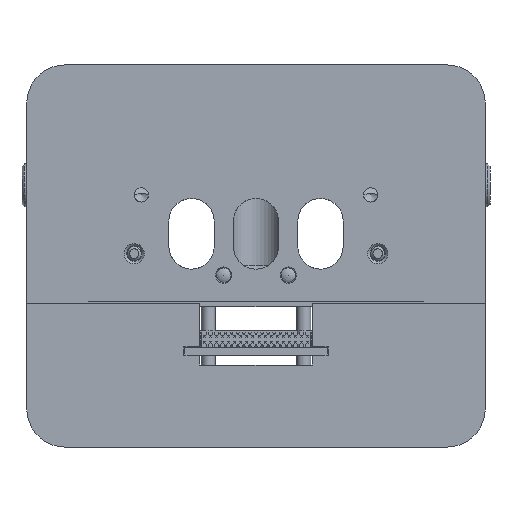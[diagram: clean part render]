
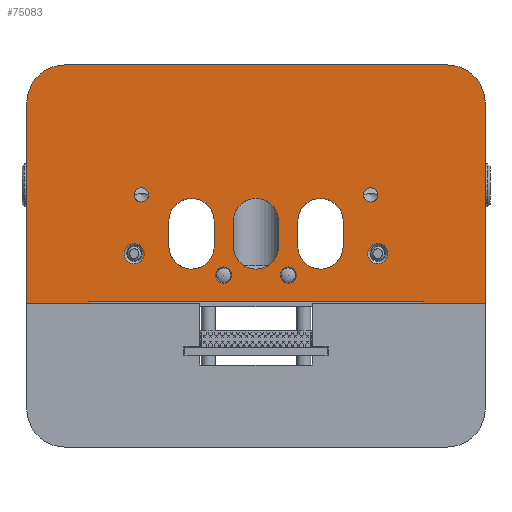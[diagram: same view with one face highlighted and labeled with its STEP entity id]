
A CAD part, front view. The second image highlights one B-rep face of the part: STEP entity #75083.
In plain terms, the highlighted planar face has unit normal (0, -1, 0).
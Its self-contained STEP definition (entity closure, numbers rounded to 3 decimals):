
#1308=CIRCLE('',#96848,1.7);
#1311=CIRCLE('',#96854,1.7);
#1334=CIRCLE('',#96906,4.75);
#1336=CIRCLE('',#96909,4.75);
#1338=CIRCLE('',#96914,4.75);
#1362=CIRCLE('',#96962,1.5);
#1364=CIRCLE('',#96966,1.5);
#1370=CIRCLE('',#96976,2.1);
#1375=CIRCLE('',#96986,2.1);
#1382=CIRCLE('',#96999,8.);
#1384=CIRCLE('',#97002,8.);
#1385=CIRCLE('',#97008,4.75);
#1389=CIRCLE('',#97014,4.75);
#1391=CIRCLE('',#97018,4.75);
#18074=ORIENTED_EDGE('',*,*,#30430,.F.);
#18075=ORIENTED_EDGE('',*,*,#30412,.T.);
#18076=ORIENTED_EDGE('',*,*,#30426,.T.);
#18077=ORIENTED_EDGE('',*,*,#30650,.F.);
#18078=ORIENTED_EDGE('',*,*,#30629,.F.);
#18079=ORIENTED_EDGE('',*,*,#30623,.F.);
#18080=ORIENTED_EDGE('',*,*,#30632,.T.);
#18081=ORIENTED_EDGE('',*,*,#30619,.F.);
#18082=ORIENTED_EDGE('',*,*,#30625,.T.);
#18083=ORIENTED_EDGE('',*,*,#30651,.F.);
#18084=ORIENTED_EDGE('',*,*,#30452,.T.);
#18085=ORIENTED_EDGE('',*,*,#30455,.T.);
#18086=ORIENTED_EDGE('',*,*,#30542,.T.);
#18087=ORIENTED_EDGE('',*,*,#30641,.T.);
#18088=ORIENTED_EDGE('',*,*,#30538,.T.);
#18089=ORIENTED_EDGE('',*,*,#30545,.T.);
#18090=ORIENTED_EDGE('',*,*,#30554,.T.);
#18091=ORIENTED_EDGE('',*,*,#30637,.T.);
#18092=ORIENTED_EDGE('',*,*,#30551,.T.);
#18093=ORIENTED_EDGE('',*,*,#30548,.T.);
#18094=ORIENTED_EDGE('',*,*,#30567,.T.);
#18095=ORIENTED_EDGE('',*,*,#30633,.T.);
#18096=ORIENTED_EDGE('',*,*,#30563,.T.);
#18097=ORIENTED_EDGE('',*,*,#30559,.T.);
#18098=ORIENTED_EDGE('',*,*,#30597,.T.);
#18099=ORIENTED_EDGE('',*,*,#30599,.T.);
#18100=ORIENTED_EDGE('',*,*,#30606,.T.);
#18101=ORIENTED_EDGE('',*,*,#30611,.T.);
#30412=EDGE_CURVE('',#38027,#38026,#46852,.T.);
#30426=EDGE_CURVE('',#38026,#38035,#46866,.T.);
#30430=EDGE_CURVE('',#38027,#38038,#46870,.T.);
#30452=EDGE_CURVE('',#38057,#38057,#1308,.T.);
#30455=EDGE_CURVE('',#38061,#38061,#1311,.T.);
#30538=EDGE_CURVE('',#38126,#38125,#46937,.T.);
#30542=EDGE_CURVE('',#38130,#38129,#46941,.T.);
#30545=EDGE_CURVE('',#38125,#38130,#1334,.T.);
#30548=EDGE_CURVE('',#38134,#38133,#1336,.T.);
#30551=EDGE_CURVE('',#38136,#38134,#46946,.T.);
#30554=EDGE_CURVE('',#38133,#38137,#46949,.T.);
#30559=EDGE_CURVE('',#38142,#38141,#1338,.T.);
#30563=EDGE_CURVE('',#38144,#38142,#46956,.T.);
#30567=EDGE_CURVE('',#38141,#38146,#46960,.T.);
#30597=EDGE_CURVE('',#38178,#38178,#1362,.T.);
#30599=EDGE_CURVE('',#38180,#38180,#1364,.T.);
#30606=EDGE_CURVE('',#38188,#38188,#1370,.T.);
#30611=EDGE_CURVE('',#38193,#38193,#1375,.T.);
#30619=EDGE_CURVE('',#38200,#38201,#1382,.T.);
#30623=EDGE_CURVE('',#38204,#38205,#1384,.T.);
#30625=EDGE_CURVE('',#38200,#38206,#46965,.T.);
#30629=EDGE_CURVE('',#38205,#38209,#46969,.T.);
#30632=EDGE_CURVE('',#38204,#38201,#46972,.T.);
#30633=EDGE_CURVE('',#38146,#38144,#1385,.T.);
#30637=EDGE_CURVE('',#38137,#38136,#1389,.T.);
#30641=EDGE_CURVE('',#38129,#38126,#1391,.T.);
#30650=EDGE_CURVE('',#38209,#38035,#46975,.T.);
#30651=EDGE_CURVE('',#38038,#38206,#46976,.T.);
#38026=VERTEX_POINT('',#134308);
#38027=VERTEX_POINT('',#134310);
#38035=VERTEX_POINT('',#134336);
#38038=VERTEX_POINT('',#134343);
#38057=VERTEX_POINT('',#134400);
#38061=VERTEX_POINT('',#134410);
#38125=VERTEX_POINT('',#134629);
#38126=VERTEX_POINT('',#134631);
#38129=VERTEX_POINT('',#134638);
#38130=VERTEX_POINT('',#134640);
#38133=VERTEX_POINT('',#134664);
#38134=VERTEX_POINT('',#134666);
#38136=VERTEX_POINT('',#134672);
#38137=VERTEX_POINT('',#134676);
#38141=VERTEX_POINT('',#134686);
#38142=VERTEX_POINT('',#134688);
#38144=VERTEX_POINT('',#134695);
#38146=VERTEX_POINT('',#134701);
#38178=VERTEX_POINT('',#134842);
#38180=VERTEX_POINT('',#134848);
#38188=VERTEX_POINT('',#134871);
#38193=VERTEX_POINT('',#134886);
#38200=VERTEX_POINT('',#134906);
#38201=VERTEX_POINT('',#134908);
#38204=VERTEX_POINT('',#134915);
#38205=VERTEX_POINT('',#134917);
#38206=VERTEX_POINT('',#134921);
#38209=VERTEX_POINT('',#134929);
#46852=LINE('',#134309,#56183);
#46866=LINE('',#134338,#56197);
#46870=LINE('',#134345,#56201);
#46937=LINE('',#134630,#56268);
#46941=LINE('',#134639,#56272);
#46946=LINE('',#134671,#56277);
#46949=LINE('',#134677,#56280);
#46956=LINE('',#134694,#56287);
#46960=LINE('',#134702,#56291);
#46965=LINE('',#134920,#56296);
#46969=LINE('',#134928,#56300);
#46972=LINE('',#134933,#56303);
#46975=LINE('',#134981,#56306);
#46976=LINE('',#134982,#56307);
#56183=VECTOR('',#113170,1000.);
#56197=VECTOR('',#113194,1000.);
#56201=VECTOR('',#113200,1000.);
#56268=VECTOR('',#113429,1000.);
#56272=VECTOR('',#113435,1000.);
#56277=VECTOR('',#113452,1000.);
#56280=VECTOR('',#113457,1000.);
#56287=VECTOR('',#113472,1000.);
#56291=VECTOR('',#113478,1000.);
#56296=VECTOR('',#113657,1000.);
#56300=VECTOR('',#113663,1000.);
#56303=VECTOR('',#113668,1000.);
#56306=VECTOR('',#113733,1000.);
#56307=VECTOR('',#113734,1000.);
#62010=EDGE_LOOP('',(#18074,#18075,#18076,#18077,#18078,#18079,#18080,#18081,
#18082,#18083));
#62011=EDGE_LOOP('',(#18084));
#62012=EDGE_LOOP('',(#18085));
#62013=EDGE_LOOP('',(#18086,#18087,#18088,#18089));
#62014=EDGE_LOOP('',(#18090,#18091,#18092,#18093));
#62015=EDGE_LOOP('',(#18094,#18095,#18096,#18097));
#62016=EDGE_LOOP('',(#18098));
#62017=EDGE_LOOP('',(#18099));
#62018=EDGE_LOOP('',(#18100));
#62019=EDGE_LOOP('',(#18101));
#66954=FACE_BOUND('',#62010,.T.);
#66955=FACE_BOUND('',#62011,.T.);
#66956=FACE_BOUND('',#62012,.T.);
#66957=FACE_BOUND('',#62013,.T.);
#66958=FACE_BOUND('',#62014,.T.);
#66959=FACE_BOUND('',#62015,.T.);
#66960=FACE_BOUND('',#62016,.T.);
#66961=FACE_BOUND('',#62017,.T.);
#66962=FACE_BOUND('',#62018,.T.);
#66963=FACE_BOUND('',#62019,.T.);
#70955=PLANE('',#97036);
#75083=ADVANCED_FACE('',(#66954,#66955,#66956,#66957,#66958,#66959,#66960,
#66961,#66962,#66963),#70955,.F.);
#96848=AXIS2_PLACEMENT_3D('',#134399,#113261,#113262);
#96854=AXIS2_PLACEMENT_3D('',#134409,#113273,#113274);
#96906=AXIS2_PLACEMENT_3D('',#134658,#113439,#113440);
#96909=AXIS2_PLACEMENT_3D('',#134665,#113446,#113447);
#96914=AXIS2_PLACEMENT_3D('',#134687,#113465,#113466);
#96962=AXIS2_PLACEMENT_3D('',#134841,#113569,#113570);
#96966=AXIS2_PLACEMENT_3D('',#134847,#113577,#113578);
#96976=AXIS2_PLACEMENT_3D('',#134870,#113597,#113598);
#96986=AXIS2_PLACEMENT_3D('',#134885,#113617,#113618);
#96999=AXIS2_PLACEMENT_3D('',#134907,#113644,#113645);
#97002=AXIS2_PLACEMENT_3D('',#134916,#113652,#113653);
#97008=AXIS2_PLACEMENT_3D('',#134936,#113673,#113674);
#97014=AXIS2_PLACEMENT_3D('',#134942,#113685,#113686);
#97018=AXIS2_PLACEMENT_3D('',#134960,#113693,#113694);
#97036=AXIS2_PLACEMENT_3D('',#134980,#113731,#113732);
#113170=DIRECTION('',(1.,0.,0.));
#113194=DIRECTION('',(0.,0.,-1.));
#113200=DIRECTION('',(0.,0.,-1.));
#113261=DIRECTION('',(0.,1.,0.));
#113262=DIRECTION('',(1.,0.,0.));
#113273=DIRECTION('',(0.,1.,0.));
#113274=DIRECTION('',(1.,0.,0.));
#113429=DIRECTION('',(0.,0.,1.));
#113435=DIRECTION('',(0.,0.,-1.));
#113439=DIRECTION('',(0.,1.,0.));
#113440=DIRECTION('',(-1.,0.,0.));
#113446=DIRECTION('',(0.,1.,0.));
#113447=DIRECTION('',(-1.,0.,0.));
#113452=DIRECTION('',(0.,0.,1.));
#113457=DIRECTION('',(0.,0.,-1.));
#113465=DIRECTION('',(0.,1.,0.));
#113466=DIRECTION('',(-1.,0.,0.));
#113472=DIRECTION('',(0.,0.,1.));
#113478=DIRECTION('',(0.,0.,-1.));
#113569=DIRECTION('',(0.,1.,0.));
#113570=DIRECTION('',(0.,0.,-1.));
#113577=DIRECTION('',(0.,1.,0.));
#113578=DIRECTION('',(0.,0.,-1.));
#113597=DIRECTION('',(0.,1.,0.));
#113598=DIRECTION('',(-1.,0.,0.));
#113617=DIRECTION('',(0.,1.,0.));
#113618=DIRECTION('',(-1.,0.,0.));
#113644=DIRECTION('',(0.,1.,0.));
#113645=DIRECTION('',(0.,0.,1.));
#113652=DIRECTION('',(0.,1.,0.));
#113653=DIRECTION('',(0.,0.,1.));
#113657=DIRECTION('',(0.,0.,-1.));
#113663=DIRECTION('',(0.,0.,-1.));
#113668=DIRECTION('',(-1.,0.,0.));
#113673=DIRECTION('',(0.,1.,0.));
#113674=DIRECTION('',(0.,0.,-1.));
#113685=DIRECTION('',(0.,1.,0.));
#113686=DIRECTION('',(0.,0.,-1.));
#113693=DIRECTION('',(0.,1.,0.));
#113694=DIRECTION('',(0.,0.,-1.));
#113731=DIRECTION('',(0.,1.,0.));
#113732=DIRECTION('',(0.,0.,1.));
#113733=DIRECTION('',(-1.,0.,0.));
#113734=DIRECTION('',(-1.,0.,0.));
#134308=CARTESIAN_POINT('',(35.,-12.5,-24.6));
#134309=CARTESIAN_POINT('',(-35.,-12.5,-24.6));
#134310=CARTESIAN_POINT('',(-35.,-12.5,-24.6));
#134336=CARTESIAN_POINT('',(35.,-12.5,-25.));
#134338=CARTESIAN_POINT('',(35.,-12.5,-24.6));
#134343=CARTESIAN_POINT('',(-35.,-12.5,-25.));
#134345=CARTESIAN_POINT('',(-35.,-12.5,-24.6));
#134399=CARTESIAN_POINT('',(6.75,-12.5,-19.));
#134400=CARTESIAN_POINT('',(8.45,-12.5,-19.));
#134409=CARTESIAN_POINT('',(-6.75,-12.5,-19.));
#134410=CARTESIAN_POINT('',(-5.05,-12.5,-19.));
#134629=CARTESIAN_POINT('',(-4.75,-12.5,-7.7));
#134630=CARTESIAN_POINT('',(-4.75,-12.5,-13.));
#134631=CARTESIAN_POINT('',(-4.75,-12.5,-13.));
#134638=CARTESIAN_POINT('',(4.75,-12.5,-13.));
#134639=CARTESIAN_POINT('',(4.75,-12.5,-13.));
#134640=CARTESIAN_POINT('',(4.75,-12.5,-7.7));
#134658=CARTESIAN_POINT('',(0.,-12.5,-7.7));
#134664=CARTESIAN_POINT('',(18.25,-12.5,-7.7));
#134665=CARTESIAN_POINT('',(13.5,-12.5,-7.7));
#134666=CARTESIAN_POINT('',(8.75,-12.5,-7.7));
#134671=CARTESIAN_POINT('',(8.75,-12.5,-13.));
#134672=CARTESIAN_POINT('',(8.75,-12.5,-13.));
#134676=CARTESIAN_POINT('',(18.25,-12.5,-13.));
#134677=CARTESIAN_POINT('',(18.25,-12.5,-13.));
#134686=CARTESIAN_POINT('',(-8.75,-12.5,-7.7));
#134687=CARTESIAN_POINT('',(-13.5,-12.5,-7.7));
#134688=CARTESIAN_POINT('',(-18.25,-12.5,-7.7));
#134694=CARTESIAN_POINT('',(-18.25,-12.5,-13.));
#134695=CARTESIAN_POINT('',(-18.25,-12.5,-13.));
#134701=CARTESIAN_POINT('',(-8.75,-12.5,-13.));
#134702=CARTESIAN_POINT('',(-8.75,-12.5,-13.));
#134841=CARTESIAN_POINT('',(24.,-12.5,-2.2));
#134842=CARTESIAN_POINT('',(24.,-12.5,-3.7));
#134847=CARTESIAN_POINT('',(-24.,-12.5,-2.2));
#134848=CARTESIAN_POINT('',(-24.,-12.5,-3.7));
#134870=CARTESIAN_POINT('',(25.5,-12.5,-14.5));
#134871=CARTESIAN_POINT('',(23.4,-12.5,-14.5));
#134885=CARTESIAN_POINT('',(-25.5,-12.5,-14.5));
#134886=CARTESIAN_POINT('',(-27.6,-12.5,-14.5));
#134906=CARTESIAN_POINT('',(-48.,-12.5,17.));
#134907=CARTESIAN_POINT('',(-40.,-12.5,17.));
#134908=CARTESIAN_POINT('',(-40.,-12.5,25.));
#134915=CARTESIAN_POINT('',(40.,-12.5,25.));
#134916=CARTESIAN_POINT('',(40.,-12.5,17.));
#134917=CARTESIAN_POINT('',(48.,-12.5,17.));
#134920=CARTESIAN_POINT('',(-48.,-12.5,25.));
#134921=CARTESIAN_POINT('',(-48.,-12.5,-25.));
#134928=CARTESIAN_POINT('',(48.,-12.5,25.));
#134929=CARTESIAN_POINT('',(48.,-12.5,-25.));
#134933=CARTESIAN_POINT('',(48.,-12.5,25.));
#134936=CARTESIAN_POINT('',(-13.5,-12.5,-13.));
#134942=CARTESIAN_POINT('',(13.5,-12.5,-13.));
#134960=CARTESIAN_POINT('',(0.,-12.5,-13.));
#134980=CARTESIAN_POINT('',(48.,-12.5,25.));
#134981=CARTESIAN_POINT('',(48.,-12.5,-25.));
#134982=CARTESIAN_POINT('',(48.,-12.5,-25.));
